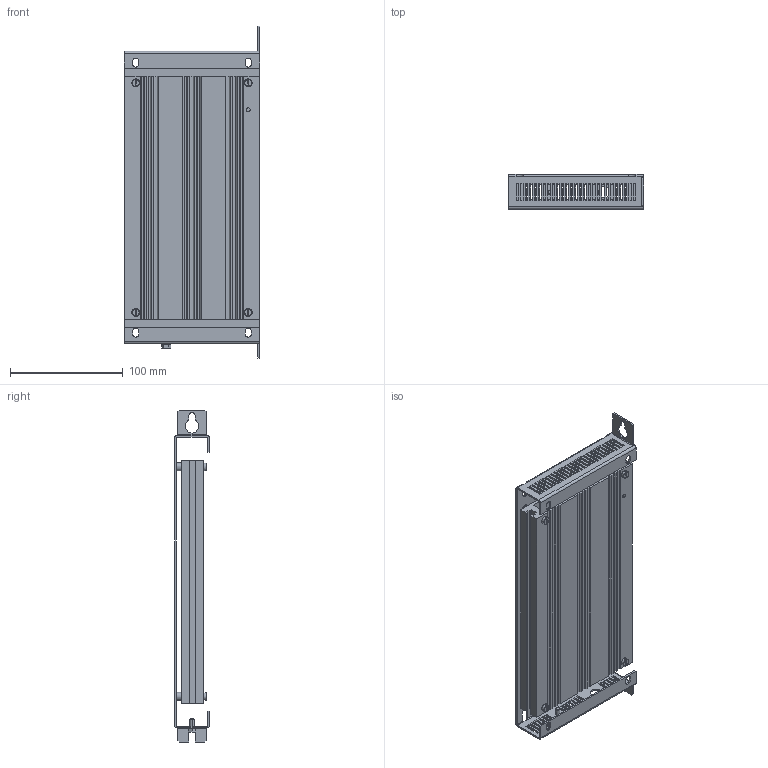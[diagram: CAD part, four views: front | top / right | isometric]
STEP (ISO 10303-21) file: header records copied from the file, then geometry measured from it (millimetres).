
FILE_DESCRIPTION (( 'STEP AP214' ), '1' );
FILE_NAME ('15G6C90-4300.STEP', '2021-12-06T12:26:08', ( '' ), ( '' ), 'SwSTEP 2.0', 'SolidWorks 2019', '' );
FILE_SCHEMA (( 'AUTOMOTIVE_DESIGN' ));
Length unit declared in the file: millimetre
Products named in the file (1): 15G6C90-4300
Bounding box: 120 x 31 x 295 mm (x, y, z)
Surface area: 207118.8 mm2 (no closed solid volume)
Topology: 0 solids, 11 shells, 587 faces, 1554 edges, 1006 vertices
Faces by surface type: plane 435, cylinder 122, cone 18, bspline 12
Entity records: 24986 total; most frequent: CARTESIAN_POINT 3614, ORIENTED_EDGE 3108, DIRECTION 2938, EDGE_CURVE 1554, LINE 1222, VECTOR 1222, VERTEX_POINT 1006, AXIS2_PLACEMENT_3D 858
